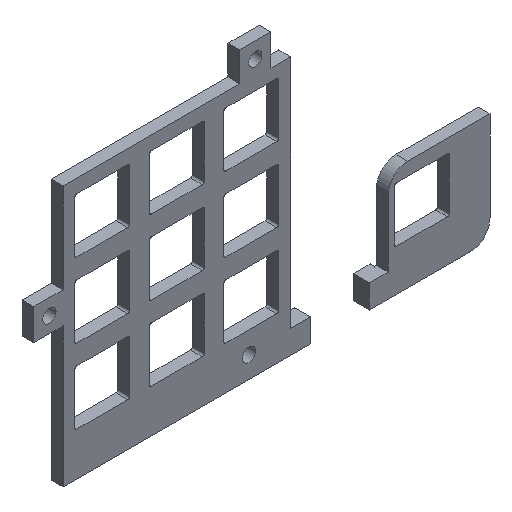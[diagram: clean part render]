
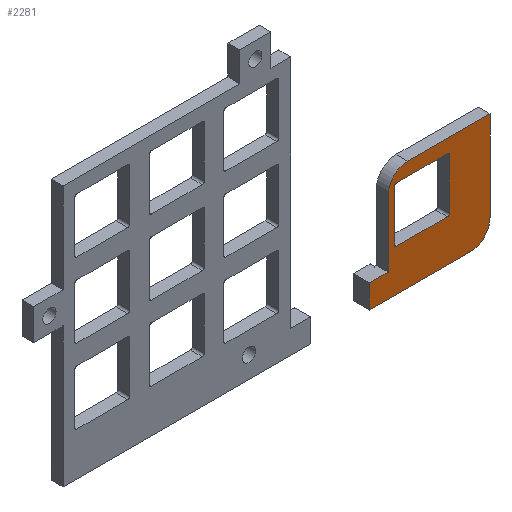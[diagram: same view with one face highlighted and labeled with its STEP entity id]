
A CAD part, isometric view. The second image highlights one B-rep face of the part: STEP entity #2281.
In plain terms, the highlighted planar face has unit normal (0, -1, 0).
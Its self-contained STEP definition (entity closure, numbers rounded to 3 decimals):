
#87=FACE_BOUND('',#427,.T.);
#166=CIRCLE('',#2473,5.);
#173=CIRCLE('',#2484,5.);
#174=CIRCLE('',#2488,0.5);
#175=CIRCLE('',#2491,0.5);
#176=CIRCLE('',#2494,0.5);
#177=CIRCLE('',#2497,0.5);
#288=FACE_OUTER_BOUND('',#426,.T.);
#426=EDGE_LOOP('',(#2077,#2078,#2079,#2080,#2081,#2082,#2083,#2084));
#427=EDGE_LOOP('',(#2085,#2086,#2087,#2088,#2089,#2090,#2091,#2092));
#626=LINE('',#3701,#863);
#645=LINE('',#3753,#882);
#647=LINE('',#3756,#884);
#650=LINE('',#3764,#887);
#651=LINE('',#3768,#888);
#655=LINE('',#3777,#892);
#658=LINE('',#3785,#895);
#661=LINE('',#3793,#898);
#664=LINE('',#3801,#901);
#665=LINE('',#3802,#902);
#863=VECTOR('',#3044,10.);
#882=VECTOR('',#3085,10.);
#884=VECTOR('',#3089,10.);
#887=VECTOR('',#3098,10.);
#888=VECTOR('',#3101,10.);
#892=VECTOR('',#3111,10.);
#895=VECTOR('',#3120,10.);
#898=VECTOR('',#3129,10.);
#901=VECTOR('',#3140,10.);
#902=VECTOR('',#3141,10.);
#1087=VERTEX_POINT('',#3698);
#1088=VERTEX_POINT('',#3700);
#1094=VERTEX_POINT('',#3716);
#1095=VERTEX_POINT('',#3717);
#1110=VERTEX_POINT('',#3752);
#1111=VERTEX_POINT('',#3758);
#1112=VERTEX_POINT('',#3760);
#1113=VERTEX_POINT('',#3766);
#1114=VERTEX_POINT('',#3767);
#1115=VERTEX_POINT('',#3772);
#1116=VERTEX_POINT('',#3776);
#1117=VERTEX_POINT('',#3780);
#1118=VERTEX_POINT('',#3784);
#1119=VERTEX_POINT('',#3788);
#1120=VERTEX_POINT('',#3792);
#1121=VERTEX_POINT('',#3800);
#1396=EDGE_CURVE('',#1088,#1087,#626,.T.);
#1404=EDGE_CURVE('',#1094,#1095,#166,.T.);
#1422=EDGE_CURVE('',#1110,#1095,#645,.T.);
#1424=EDGE_CURVE('',#1094,#1088,#647,.T.);
#1426=EDGE_CURVE('',#1111,#1112,#173,.T.);
#1428=EDGE_CURVE('',#1110,#1111,#650,.T.);
#1429=EDGE_CURVE('',#1113,#1114,#651,.T.);
#1432=EDGE_CURVE('',#1115,#1113,#174,.T.);
#1434=EDGE_CURVE('',#1116,#1115,#655,.T.);
#1436=EDGE_CURVE('',#1117,#1116,#175,.T.);
#1438=EDGE_CURVE('',#1118,#1117,#658,.T.);
#1440=EDGE_CURVE('',#1119,#1118,#176,.T.);
#1442=EDGE_CURVE('',#1120,#1119,#661,.T.);
#1444=EDGE_CURVE('',#1114,#1120,#177,.T.);
#1446=EDGE_CURVE('',#1087,#1121,#664,.T.);
#1447=EDGE_CURVE('',#1112,#1121,#665,.T.);
#2077=ORIENTED_EDGE('',*,*,#1446,.T.);
#2078=ORIENTED_EDGE('',*,*,#1447,.F.);
#2079=ORIENTED_EDGE('',*,*,#1426,.F.);
#2080=ORIENTED_EDGE('',*,*,#1428,.F.);
#2081=ORIENTED_EDGE('',*,*,#1422,.T.);
#2082=ORIENTED_EDGE('',*,*,#1404,.F.);
#2083=ORIENTED_EDGE('',*,*,#1424,.T.);
#2084=ORIENTED_EDGE('',*,*,#1396,.T.);
#2085=ORIENTED_EDGE('',*,*,#1444,.F.);
#2086=ORIENTED_EDGE('',*,*,#1429,.F.);
#2087=ORIENTED_EDGE('',*,*,#1432,.F.);
#2088=ORIENTED_EDGE('',*,*,#1434,.F.);
#2089=ORIENTED_EDGE('',*,*,#1436,.F.);
#2090=ORIENTED_EDGE('',*,*,#1438,.F.);
#2091=ORIENTED_EDGE('',*,*,#1440,.F.);
#2092=ORIENTED_EDGE('',*,*,#1442,.F.);
#2168=PLANE('',#2499);
#2281=ADVANCED_FACE('',(#288,#87),#2168,.F.);
#2473=AXIS2_PLACEMENT_3D('',#3718,#3056,#3057);
#2484=AXIS2_PLACEMENT_3D('',#3761,#3093,#3094);
#2488=AXIS2_PLACEMENT_3D('',#3773,#3106,#3107);
#2491=AXIS2_PLACEMENT_3D('',#3781,#3115,#3116);
#2494=AXIS2_PLACEMENT_3D('',#3789,#3124,#3125);
#2497=AXIS2_PLACEMENT_3D('',#3796,#3133,#3134);
#2499=AXIS2_PLACEMENT_3D('',#3799,#3138,#3139);
#3044=DIRECTION('',(-1.,0.,0.));
#3056=DIRECTION('center_axis',(0.,1.,0.));
#3057=DIRECTION('ref_axis',(-0.707,0.,0.707));
#3085=DIRECTION('',(-1.,0.,0.));
#3089=DIRECTION('',(0.,0.,-1.));
#3093=DIRECTION('center_axis',(0.,1.,0.));
#3094=DIRECTION('ref_axis',(0.707,0.,-0.707));
#3098=DIRECTION('',(0.,0.,-1.));
#3101=DIRECTION('',(0.,0.,-1.));
#3106=DIRECTION('center_axis',(0.,-1.,0.));
#3107=DIRECTION('ref_axis',(-1.,0.,0.));
#3111=DIRECTION('',(-1.,0.,0.));
#3115=DIRECTION('center_axis',(0.,-1.,0.));
#3116=DIRECTION('ref_axis',(0.,0.,1.));
#3120=DIRECTION('',(0.,0.,1.));
#3124=DIRECTION('center_axis',(0.,-1.,0.));
#3125=DIRECTION('ref_axis',(1.,0.,0.));
#3129=DIRECTION('',(1.,0.,0.));
#3133=DIRECTION('center_axis',(0.,-1.,0.));
#3134=DIRECTION('ref_axis',(0.,0.,-1.));
#3138=DIRECTION('center_axis',(0.,1.,0.));
#3139=DIRECTION('ref_axis',(1.,0.,0.));
#3140=DIRECTION('',(0.,0.,-1.));
#3141=DIRECTION('',(-1.,0.,0.));
#3698=CARTESIAN_POINT('',(214.5,-2.4,-124.795));
#3700=CARTESIAN_POINT('',(219.308,-2.4,-124.795));
#3701=CARTESIAN_POINT('',(218.792,-2.4,-124.795));
#3716=CARTESIAN_POINT('',(219.308,-2.4,-107.77));
#3717=CARTESIAN_POINT('',(224.308,-2.4,-102.77));
#3718=CARTESIAN_POINT('Origin',(224.308,-2.4,-107.77));
#3752=CARTESIAN_POINT('',(245.346,-2.4,-102.77));
#3753=CARTESIAN_POINT('',(234.817,-2.4,-102.77));
#3756=CARTESIAN_POINT('',(219.308,-2.4,-109.257));
#3758=CARTESIAN_POINT('',(245.346,-2.4,-125.795));
#3760=CARTESIAN_POINT('',(240.346,-2.4,-130.795));
#3761=CARTESIAN_POINT('Origin',(240.346,-2.4,-125.795));
#3764=CARTESIAN_POINT('',(245.346,-2.4,-102.77));
#3766=CARTESIAN_POINT('',(220.939,-2.4,-106.62));
#3767=CARTESIAN_POINT('',(220.939,-2.4,-119.62));
#3768=CARTESIAN_POINT('',(220.939,-2.4,-119.62));
#3772=CARTESIAN_POINT('',(221.439,-2.4,-106.12));
#3773=CARTESIAN_POINT('Origin',(221.439,-2.4,-106.62));
#3776=CARTESIAN_POINT('',(234.439,-2.4,-106.12));
#3777=CARTESIAN_POINT('',(221.439,-2.4,-106.12));
#3780=CARTESIAN_POINT('',(234.939,-2.4,-106.62));
#3781=CARTESIAN_POINT('Origin',(234.439,-2.4,-106.62));
#3784=CARTESIAN_POINT('',(234.939,-2.4,-119.62));
#3785=CARTESIAN_POINT('',(234.939,-2.4,-119.62));
#3788=CARTESIAN_POINT('',(234.439,-2.4,-120.12));
#3789=CARTESIAN_POINT('Origin',(234.439,-2.4,-119.62));
#3792=CARTESIAN_POINT('',(221.439,-2.4,-120.12));
#3793=CARTESIAN_POINT('',(221.439,-2.4,-120.12));
#3796=CARTESIAN_POINT('Origin',(221.439,-2.4,-119.62));
#3799=CARTESIAN_POINT('Origin',(187.025,-2.4,-93.72));
#3800=CARTESIAN_POINT('',(214.5,-2.4,-130.795));
#3801=CARTESIAN_POINT('',(214.5,-2.4,-112.257));
#3802=CARTESIAN_POINT('',(245.346,-2.4,-130.795));
